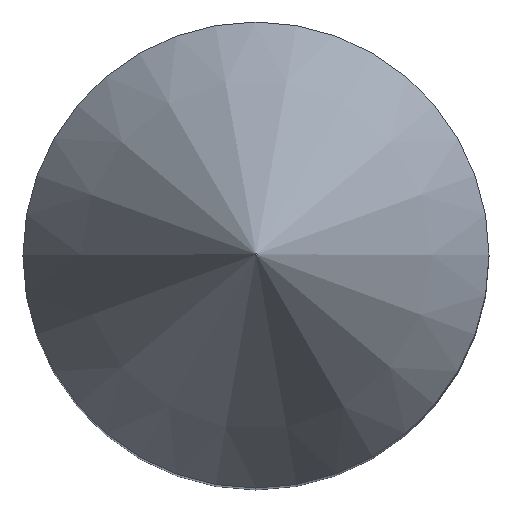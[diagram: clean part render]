
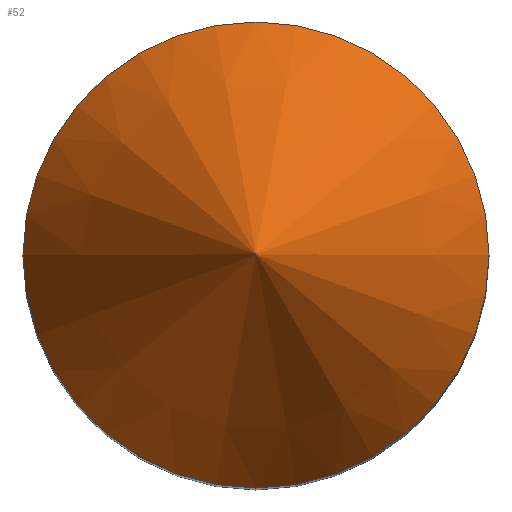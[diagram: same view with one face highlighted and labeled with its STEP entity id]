
A CAD part, top view. The second image highlights one B-rep face of the part: STEP entity #52.
In plain terms, the highlighted conical face has half-angle 30 degrees and reference radius 2.9 mm.
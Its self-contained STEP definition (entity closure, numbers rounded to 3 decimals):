
#18=FACE_OUTER_BOUND('',#22,.T.);
#22=EDGE_LOOP('',(#41,#42,#43,#44));
#26=LINE('',#100,#28);
#28=VECTOR('',#83,2.9);
#30=CIRCLE('',#71,0.013);
#31=CIRCLE('',#72,2.9);
#33=VERTEX_POINT('',#97);
#34=VERTEX_POINT('',#99);
#36=EDGE_CURVE('',#33,#33,#30,.T.);
#37=EDGE_CURVE('',#33,#34,#26,.T.);
#38=EDGE_CURVE('',#34,#34,#31,.T.);
#41=ORIENTED_EDGE('',*,*,#36,.T.);
#42=ORIENTED_EDGE('',*,*,#37,.T.);
#43=ORIENTED_EDGE('',*,*,#38,.T.);
#44=ORIENTED_EDGE('',*,*,#37,.F.);
#51=CONICAL_SURFACE('',#70,2.9,0.524);
#52=ADVANCED_FACE('',(#18),#51,.T.);
#70=AXIS2_PLACEMENT_3D('',#96,#79,#80);
#71=AXIS2_PLACEMENT_3D('',#98,#81,#82);
#72=AXIS2_PLACEMENT_3D('',#101,#84,#85);
#79=DIRECTION('center_axis',(0.,0.,-1.));
#80=DIRECTION('ref_axis',(1.,0.,0.));
#81=DIRECTION('center_axis',(0.,0.,-1.));
#82=DIRECTION('ref_axis',(1.,0.,0.));
#83=DIRECTION('',(-0.5,0.,-0.866));
#84=DIRECTION('center_axis',(0.,0.,1.));
#85=DIRECTION('ref_axis',(1.,0.,0.));
#96=CARTESIAN_POINT('Origin',(0.,0.,14.));
#97=CARTESIAN_POINT('',(-0.013,0.,19.));
#98=CARTESIAN_POINT('Origin',(0.,0.,19.));
#99=CARTESIAN_POINT('',(-2.9,0.,14.));
#100=CARTESIAN_POINT('',(-2.9,0.,14.));
#101=CARTESIAN_POINT('Origin',(0.,0.,14.));
